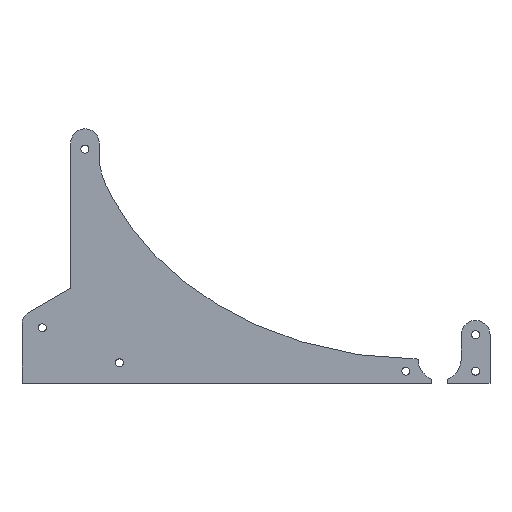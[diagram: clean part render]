
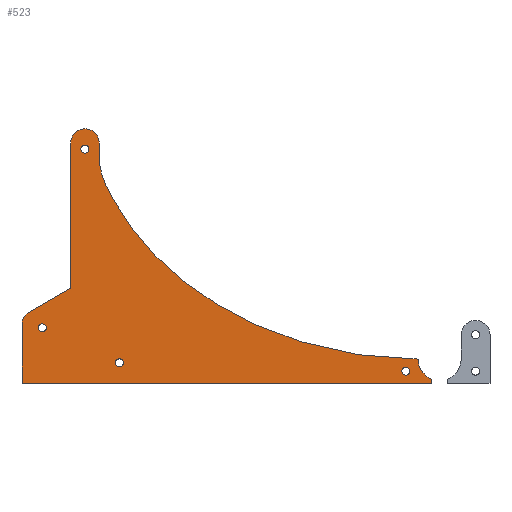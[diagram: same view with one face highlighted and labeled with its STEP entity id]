
A CAD part, top view. The second image highlights one B-rep face of the part: STEP entity #523.
In plain terms, the highlighted planar face has unit normal (0, 0, 1).
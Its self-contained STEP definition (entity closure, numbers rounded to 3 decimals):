
#44=B_SPLINE_CURVE_WITH_KNOTS('',4,(#853,#854,#855,#856,#857,#858,#859,
#860),.UNSPECIFIED.,.F.,.F.,(5,1,1,1,5),(0.,0.334,0.543,
0.735,1.),.UNSPECIFIED.);
#52=FACE_BOUND('',#129,.T.);
#53=FACE_BOUND('',#130,.T.);
#54=FACE_BOUND('',#131,.T.);
#55=FACE_BOUND('',#132,.T.);
#72=PLANE('',#591);
#98=FACE_OUTER_BOUND('',#128,.T.);
#128=EDGE_LOOP('',(#460,#461,#462,#463,#464,#465,#466,#467,#468,#469));
#129=EDGE_LOOP('',(#470));
#130=EDGE_LOOP('',(#471));
#131=EDGE_LOOP('',(#472));
#132=EDGE_LOOP('',(#473));
#161=LINE('',#825,#203);
#166=LINE('',#872,#208);
#169=LINE('',#878,#211);
#172=LINE('',#884,#214);
#176=LINE('',#896,#218);
#179=LINE('',#900,#221);
#203=VECTOR('',#688,10.);
#208=VECTOR('',#701,10.);
#211=VECTOR('',#706,10.);
#214=VECTOR('',#711,10.);
#218=VECTOR('',#723,10.);
#221=VECTOR('',#728,10.);
#230=CIRCLE('',#565,2.);
#232=CIRCLE('',#568,2.);
#234=CIRCLE('',#571,2.);
#236=CIRCLE('',#574,2.);
#239=CIRCLE('',#578,7.);
#241=CIRCLE('',#582,10.625);
#243=CIRCLE('',#588,7.1);
#262=VERTEX_POINT('',#789);
#264=VERTEX_POINT('',#795);
#266=VERTEX_POINT('',#801);
#268=VERTEX_POINT('',#807);
#272=VERTEX_POINT('',#816);
#273=VERTEX_POINT('',#818);
#275=VERTEX_POINT('',#824);
#277=VERTEX_POINT('',#852);
#279=VERTEX_POINT('',#865);
#281=VERTEX_POINT('',#871);
#283=VERTEX_POINT('',#877);
#285=VERTEX_POINT('',#883);
#287=VERTEX_POINT('',#889);
#289=VERTEX_POINT('',#895);
#314=EDGE_CURVE('',#262,#262,#230,.T.);
#317=EDGE_CURVE('',#264,#264,#232,.T.);
#320=EDGE_CURVE('',#266,#266,#234,.T.);
#323=EDGE_CURVE('',#268,#268,#236,.T.);
#328=EDGE_CURVE('',#273,#272,#239,.T.);
#331=EDGE_CURVE('',#275,#273,#161,.T.);
#334=EDGE_CURVE('',#277,#275,#44,.T.);
#337=EDGE_CURVE('',#279,#277,#241,.T.);
#340=EDGE_CURVE('',#281,#279,#166,.T.);
#343=EDGE_CURVE('',#283,#281,#169,.T.);
#346=EDGE_CURVE('',#285,#283,#172,.T.);
#349=EDGE_CURVE('',#287,#285,#243,.T.);
#352=EDGE_CURVE('',#289,#287,#176,.T.);
#355=EDGE_CURVE('',#272,#289,#179,.T.);
#460=ORIENTED_EDGE('',*,*,#355,.T.);
#461=ORIENTED_EDGE('',*,*,#352,.T.);
#462=ORIENTED_EDGE('',*,*,#349,.T.);
#463=ORIENTED_EDGE('',*,*,#346,.T.);
#464=ORIENTED_EDGE('',*,*,#343,.T.);
#465=ORIENTED_EDGE('',*,*,#340,.T.);
#466=ORIENTED_EDGE('',*,*,#337,.T.);
#467=ORIENTED_EDGE('',*,*,#334,.T.);
#468=ORIENTED_EDGE('',*,*,#331,.T.);
#469=ORIENTED_EDGE('',*,*,#328,.T.);
#470=ORIENTED_EDGE('',*,*,#323,.T.);
#471=ORIENTED_EDGE('',*,*,#320,.T.);
#472=ORIENTED_EDGE('',*,*,#317,.T.);
#473=ORIENTED_EDGE('',*,*,#314,.T.);
#523=ADVANCED_FACE('',(#98,#52,#53,#54,#55),#72,.T.);
#565=AXIS2_PLACEMENT_3D('',#790,#651,#652);
#568=AXIS2_PLACEMENT_3D('',#796,#658,#659);
#571=AXIS2_PLACEMENT_3D('',#802,#665,#666);
#574=AXIS2_PLACEMENT_3D('',#808,#672,#673);
#578=AXIS2_PLACEMENT_3D('',#819,#682,#683);
#582=AXIS2_PLACEMENT_3D('',#866,#695,#696);
#588=AXIS2_PLACEMENT_3D('',#890,#717,#718);
#591=AXIS2_PLACEMENT_3D('',#901,#729,#730);
#651=DIRECTION('center_axis',(0.,0.,-1.));
#652=DIRECTION('ref_axis',(-1.,0.,0.));
#658=DIRECTION('center_axis',(0.,0.,-1.));
#659=DIRECTION('ref_axis',(-1.,0.,0.));
#665=DIRECTION('center_axis',(0.,0.,-1.));
#666=DIRECTION('ref_axis',(-1.,0.,0.));
#672=DIRECTION('center_axis',(0.,0.,-1.));
#673=DIRECTION('ref_axis',(-1.,0.,0.));
#682=DIRECTION('center_axis',(0.,0.,1.));
#683=DIRECTION('ref_axis',(1.,0.,0.));
#688=DIRECTION('',(0.,1.,0.));
#695=DIRECTION('center_axis',(0.,0.,-1.));
#696=DIRECTION('ref_axis',(1.,0.,0.));
#701=DIRECTION('',(0.,1.,0.));
#706=DIRECTION('',(1.,0.,0.));
#711=DIRECTION('',(0.,-1.,0.));
#717=DIRECTION('center_axis',(0.,0.,1.));
#718=DIRECTION('ref_axis',(-0.5,0.866,0.));
#723=DIRECTION('',(-0.866,-0.5,0.));
#728=DIRECTION('',(0.,-1.,0.));
#729=DIRECTION('center_axis',(0.,0.,1.));
#730=DIRECTION('ref_axis',(1.,0.,0.));
#789=CARTESIAN_POINT('',(-145.08,-1.843,3.));
#790=CARTESIAN_POINT('Origin',(-147.08,-1.843,3.));
#795=CARTESIAN_POINT('',(-162.08,103.459,3.));
#796=CARTESIAN_POINT('Origin',(-164.08,103.459,3.));
#801=CARTESIAN_POINT('',(-183.128,15.398,3.));
#802=CARTESIAN_POINT('Origin',(-185.128,15.398,3.));
#807=CARTESIAN_POINT('',(-4.,-5.922,3.));
#808=CARTESIAN_POINT('Origin',(-6.,-5.922,3.));
#816=CARTESIAN_POINT('',(-171.08,106.459,3.));
#818=CARTESIAN_POINT('',(-157.08,106.459,3.));
#819=CARTESIAN_POINT('Origin',(-164.08,106.459,3.));
#824=CARTESIAN_POINT('',(-157.08,100.,3.));
#825=CARTESIAN_POINT('',(-157.08,100.,3.));
#852=CARTESIAN_POINT('',(0.,0.,3.));
#853=CARTESIAN_POINT('Ctrl Pts',(0.,0.,
3.));
#854=CARTESIAN_POINT('Ctrl Pts',(-18.872,0.,
3.));
#855=CARTESIAN_POINT('Ctrl Pts',(-50.018,3.937,3.));
#856=CARTESIAN_POINT('Ctrl Pts',(-88.478,17.627,3.));
#857=CARTESIAN_POINT('Ctrl Pts',(-131.858,48.793,3.));
#858=CARTESIAN_POINT('Ctrl Pts',(-147.011,72.681,3.));
#859=CARTESIAN_POINT('Ctrl Pts',(-157.08,88.995,3.));
#860=CARTESIAN_POINT('Ctrl Pts',(-157.08,100.,3.));
#865=CARTESIAN_POINT('',(6.625,-9.843,3.));
#866=CARTESIAN_POINT('Origin',(10.625,0.,3.));
#871=CARTESIAN_POINT('',(6.625,-11.843,3.));
#872=CARTESIAN_POINT('',(6.625,-11.843,3.));
#877=CARTESIAN_POINT('',(-195.08,-11.843,3.));
#878=CARTESIAN_POINT('',(-195.08,-11.843,3.));
#883=CARTESIAN_POINT('',(-195.08,17.044,3.));
#884=CARTESIAN_POINT('',(-195.08,17.044,3.));
#889=CARTESIAN_POINT('',(-191.53,23.193,3.));
#890=CARTESIAN_POINT('Origin',(-187.98,17.044,3.));
#895=CARTESIAN_POINT('',(-171.08,35.,3.));
#896=CARTESIAN_POINT('',(-171.08,35.,3.));
#900=CARTESIAN_POINT('',(-171.08,106.459,3.));
#901=CARTESIAN_POINT('Origin',(-94.227,50.808,3.));
